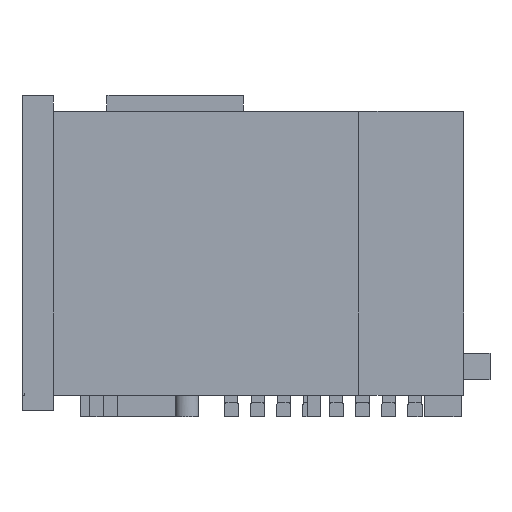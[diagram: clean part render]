
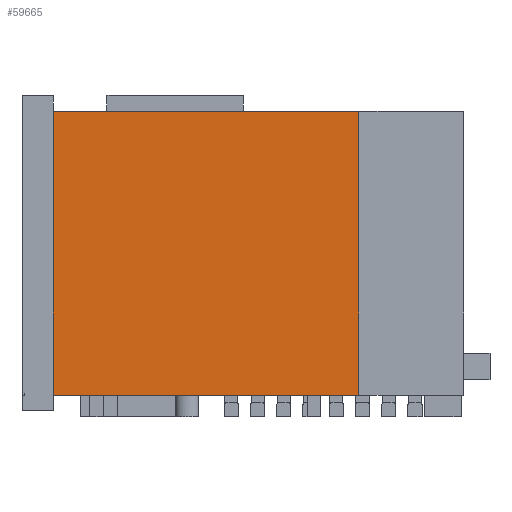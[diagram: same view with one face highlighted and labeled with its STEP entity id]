
A CAD part, left-side view. The second image highlights one B-rep face of the part: STEP entity #59665.
In plain terms, the highlighted planar face has unit normal (-1, 0, 0).
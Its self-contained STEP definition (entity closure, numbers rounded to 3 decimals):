
#54935=CARTESIAN_POINT('',(-22.479,-8.332,14.773));
#54936=VERTEX_POINT('',#54935);
#54943=CARTESIAN_POINT('',(-22.479,-8.332,1.031));
#54944=VERTEX_POINT('',#54943);
#54945=CARTESIAN_POINT('',(-22.479,-8.332,14.773));
#54946=DIRECTION('',(0.0,0.0,-1.0));
#54947=VECTOR('',#54946,13.741);
#54948=LINE('',#54945,#54947);
#54949=EDGE_CURVE('',#54936,#54944,#54948,.T.);
#59635=CARTESIAN_POINT('',(-22.479,7.19,0.344));
#59636=DIRECTION('',(-1.0,0.0,0.0));
#59637=DIRECTION('',(0.0,-1.0,0.0));
#59638=AXIS2_PLACEMENT_3D('',#59635,#59636,#59637);
#59639=PLANE('',#59638);
#59640=ORIENTED_EDGE('',*,*,#54949,.F.);
#59641=CARTESIAN_POINT('',(-22.479,6.451,14.773));
#59642=VERTEX_POINT('',#59641);
#59643=CARTESIAN_POINT('',(-22.479,-8.332,14.773));
#59644=DIRECTION('',(0.0,1.0,0.0));
#59645=VECTOR('',#59644,14.783);
#59646=LINE('',#59643,#59645);
#59647=EDGE_CURVE('',#54936,#59642,#59646,.T.);
#59648=ORIENTED_EDGE('',*,*,#59647,.T.);
#59649=CARTESIAN_POINT('',(-22.479,6.451,1.031));
#59650=VERTEX_POINT('',#59649);
#59651=CARTESIAN_POINT('',(-22.479,6.451,14.773));
#59652=DIRECTION('',(0.0,0.0,-1.0));
#59653=VECTOR('',#59652,13.741);
#59654=LINE('',#59651,#59653);
#59655=EDGE_CURVE('',#59642,#59650,#59654,.T.);
#59656=ORIENTED_EDGE('',*,*,#59655,.T.);
#59657=CARTESIAN_POINT('',(-22.479,6.451,1.031));
#59658=DIRECTION('',(0.0,-1.0,0.0));
#59659=VECTOR('',#59658,14.783);
#59660=LINE('',#59657,#59659);
#59661=EDGE_CURVE('',#59650,#54944,#59660,.T.);
#59662=ORIENTED_EDGE('',*,*,#59661,.T.);
#59663=EDGE_LOOP('',(#59640,#59648,#59656,#59662));
#59664=FACE_OUTER_BOUND('',#59663,.T.);
#59665=ADVANCED_FACE('',(#59664),#59639,.T.);
